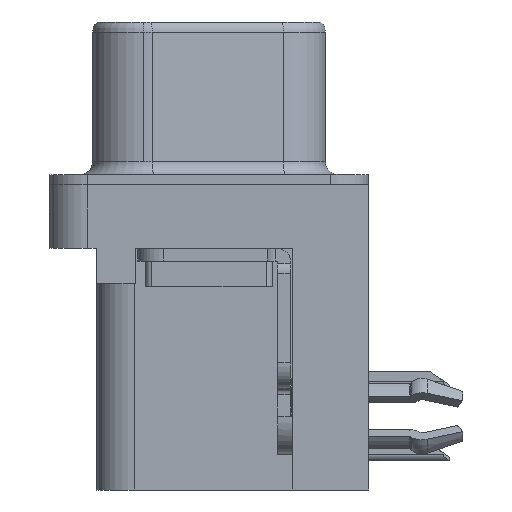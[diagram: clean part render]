
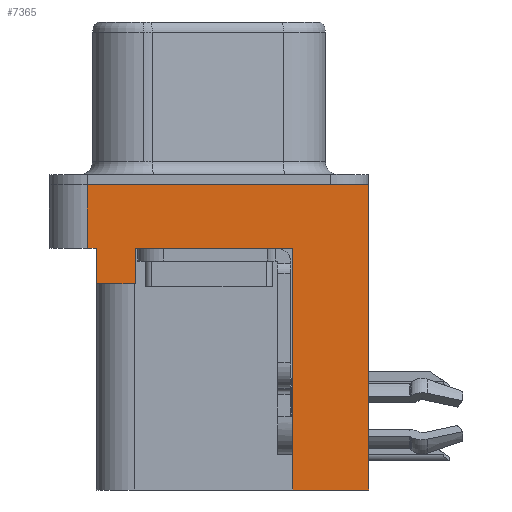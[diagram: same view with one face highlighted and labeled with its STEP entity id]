
A CAD part, left-side view. The second image highlights one B-rep face of the part: STEP entity #7365.
In plain terms, the highlighted planar face has unit normal (-1, 0, 0).
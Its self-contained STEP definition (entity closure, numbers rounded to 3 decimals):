
#209 = ORIENTED_EDGE ( 'NONE', *, *, #7569, .F. ) ;
#223 = LINE ( 'NONE', #5151, #7335 ) ;
#382 = ORIENTED_EDGE ( 'NONE', *, *, #17798, .T. ) ;
#610 = CARTESIAN_POINT ( 'NONE',  ( -2.91, -6.275, 0. ) ) ;
#667 = LINE ( 'NONE', #17523, #15105 ) ;
#903 = PLANE ( 'NONE',  #14163 ) ;
#973 = CARTESIAN_POINT ( 'NONE',  ( -2.91, -6.275, -2.5 ) ) ;
#1209 = LINE ( 'NONE', #11803, #4498 ) ;
#1336 = CARTESIAN_POINT ( 'NONE',  ( -2.91, 4.425, -2.5 ) ) ;
#1574 = DIRECTION ( 'NONE',  ( 0., -1., 0. ) ) ;
#1890 = VECTOR ( 'NONE', #1574, 1000. ) ;
#2410 = CARTESIAN_POINT ( 'NONE',  ( -2.91, 4.775, -2.5 ) ) ;
#2417 = DIRECTION ( 'NONE',  ( 0., 0., 1. ) ) ;
#3286 = DIRECTION ( 'NONE',  ( 0., 1., 0. ) ) ;
#3342 = DIRECTION ( 'NONE',  ( 0., -1., 0. ) ) ;
#3720 = EDGE_CURVE ( 'NONE', #12160, #13065, #8675, .T. ) ;
#4000 = ORIENTED_EDGE ( 'NONE', *, *, #9720, .F. ) ;
#4449 = CARTESIAN_POINT ( 'NONE',  ( -2.91, 4.425, -3.9 ) ) ;
#4498 = VECTOR ( 'NONE', #4707, 1000. ) ;
#4707 = DIRECTION ( 'NONE',  ( 0., 0., 1. ) ) ;
#5151 = CARTESIAN_POINT ( 'NONE',  ( -2.91, 4.425, -3.9 ) ) ;
#5548 = ORIENTED_EDGE ( 'NONE', *, *, #16648, .F. ) ;
#5672 = LINE ( 'NONE', #8570, #1890 ) ;
#5832 = CARTESIAN_POINT ( 'NONE',  ( -2.91, -3.295, -12. ) ) ;
#6130 = CARTESIAN_POINT ( 'NONE',  ( -2.91, -3.295, -12. ) ) ;
#6221 = VECTOR ( 'NONE', #16235, 1000. ) ;
#6699 = LINE ( 'NONE', #11798, #7351 ) ;
#6713 = CARTESIAN_POINT ( 'NONE',  ( -2.91, 2.895, -2.5 ) ) ;
#6753 = CARTESIAN_POINT ( 'NONE',  ( -2.91, -6.275, -12. ) ) ;
#7019 = CARTESIAN_POINT ( 'NONE',  ( -2.91, -6.275, 0. ) ) ;
#7226 = EDGE_CURVE ( 'NONE', #12138, #17521, #15156, .T. ) ;
#7335 = VECTOR ( 'NONE', #2417, 1000. ) ;
#7351 = VECTOR ( 'NONE', #3342, 1000. ) ;
#7365 = ADVANCED_FACE ( 'NONE', ( #10284 ), #903, .T. ) ;
#7569 = EDGE_CURVE ( 'NONE', #13065, #8834, #1209, .T. ) ;
#8076 = DIRECTION ( 'NONE',  ( 0., -1., 0. ) ) ;
#8570 = CARTESIAN_POINT ( 'NONE',  ( -2.91, -6.275, -2.5 ) ) ;
#8675 = LINE ( 'NONE', #6130, #17741 ) ;
#8834 = VERTEX_POINT ( 'NONE', #14339 ) ;
#8935 = ORIENTED_EDGE ( 'NONE', *, *, #7226, .F. ) ;
#9375 = ORIENTED_EDGE ( 'NONE', *, *, #17703, .F. ) ;
#9463 = EDGE_CURVE ( 'NONE', #17919, #16150, #6699, .T. ) ;
#9720 = EDGE_CURVE ( 'NONE', #17521, #16150, #223, .T. ) ;
#10284 = FACE_OUTER_BOUND ( 'NONE', #14620, .T. ) ;
#10710 = LINE ( 'NONE', #610, #18027 ) ;
#10733 = CARTESIAN_POINT ( 'NONE',  ( -2.91, 2.895, -3.9 ) ) ;
#11240 = LINE ( 'NONE', #17350, #14975 ) ;
#11424 = EDGE_CURVE ( 'NONE', #12160, #18164, #11240, .T. ) ;
#11798 = CARTESIAN_POINT ( 'NONE',  ( -2.91, -6.275, -2.5 ) ) ;
#11803 = CARTESIAN_POINT ( 'NONE',  ( -2.91, -3.295, -12. ) ) ;
#11807 = CARTESIAN_POINT ( 'NONE',  ( -2.91, 4.425, -3.9 ) ) ;
#12062 = VECTOR ( 'NONE', #3286, 1000. ) ;
#12138 = VERTEX_POINT ( 'NONE', #16566 ) ;
#12160 = VERTEX_POINT ( 'NONE', #6753 ) ;
#12215 = VERTEX_POINT ( 'NONE', #12372 ) ;
#12372 = CARTESIAN_POINT ( 'NONE',  ( -2.91, 4.775, 0. ) ) ;
#12431 = DIRECTION ( 'NONE',  ( -1., 0., 0. ) ) ;
#13065 = VERTEX_POINT ( 'NONE', #5832 ) ;
#13078 = ORIENTED_EDGE ( 'NONE', *, *, #11424, .T. ) ;
#13225 = ORIENTED_EDGE ( 'NONE', *, *, #14702, .T. ) ;
#13313 = LINE ( 'NONE', #10733, #6221 ) ;
#14163 = AXIS2_PLACEMENT_3D ( 'NONE', #973, #12431, #15020 ) ;
#14339 = CARTESIAN_POINT ( 'NONE',  ( -2.91, -3.295, -2.5 ) ) ;
#14568 = DIRECTION ( 'NONE',  ( 0., 0., 1. ) ) ;
#14620 = EDGE_LOOP ( 'NONE', ( #5548, #9375, #14653, #4000, #8935, #382, #13225, #209, #18015, #13078 ) ) ;
#14653 = ORIENTED_EDGE ( 'NONE', *, *, #9463, .T. ) ;
#14702 = EDGE_CURVE ( 'NONE', #16733, #8834, #5672, .T. ) ;
#14975 = VECTOR ( 'NONE', #16035, 1000. ) ;
#15020 = DIRECTION ( 'NONE',  ( 0., 0., 1. ) ) ;
#15105 = VECTOR ( 'NONE', #14568, 1000. ) ;
#15156 = LINE ( 'NONE', #11807, #12062 ) ;
#16035 = DIRECTION ( 'NONE',  ( 0., 0., 1. ) ) ;
#16042 = DIRECTION ( 'NONE',  ( 0., 1., 0. ) ) ;
#16150 = VERTEX_POINT ( 'NONE', #1336 ) ;
#16235 = DIRECTION ( 'NONE',  ( 0., 0., 1. ) ) ;
#16566 = CARTESIAN_POINT ( 'NONE',  ( -2.91, 2.895, -3.9 ) ) ;
#16648 = EDGE_CURVE ( 'NONE', #12215, #18164, #10710, .T. ) ;
#16733 = VERTEX_POINT ( 'NONE', #6713 ) ;
#17350 = CARTESIAN_POINT ( 'NONE',  ( -2.91, -6.275, -2.5 ) ) ;
#17521 = VERTEX_POINT ( 'NONE', #4449 ) ;
#17523 = CARTESIAN_POINT ( 'NONE',  ( -2.91, 4.775, -2.5 ) ) ;
#17703 = EDGE_CURVE ( 'NONE', #17919, #12215, #667, .T. ) ;
#17741 = VECTOR ( 'NONE', #16042, 1000. ) ;
#17798 = EDGE_CURVE ( 'NONE', #12138, #16733, #13313, .T. ) ;
#17919 = VERTEX_POINT ( 'NONE', #2410 ) ;
#18015 = ORIENTED_EDGE ( 'NONE', *, *, #3720, .F. ) ;
#18027 = VECTOR ( 'NONE', #8076, 1000. ) ;
#18164 = VERTEX_POINT ( 'NONE', #7019 ) ;
